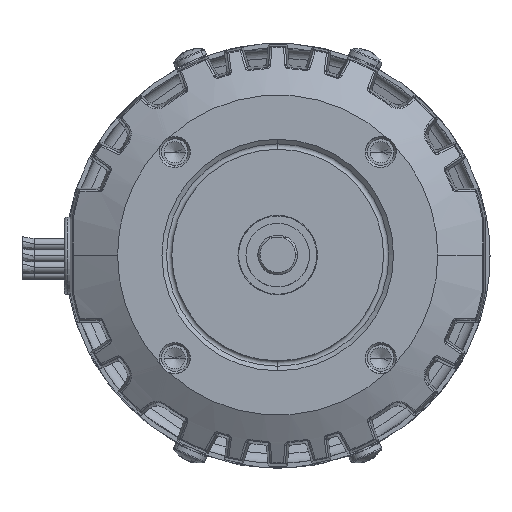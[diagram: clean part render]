
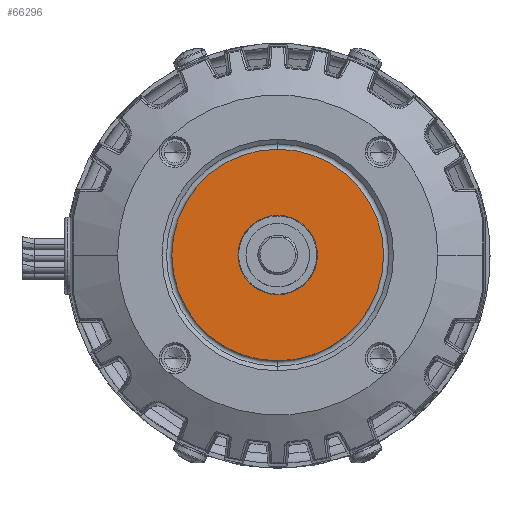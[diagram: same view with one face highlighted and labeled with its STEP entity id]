
A CAD part, top view. The second image highlights one B-rep face of the part: STEP entity #66296.
In plain terms, the highlighted planar face has unit normal (0, 0, 1).
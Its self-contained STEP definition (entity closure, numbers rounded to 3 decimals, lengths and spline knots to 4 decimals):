
#20044 = VERTEX_POINT ( 'NONE', #39366 ) ;
#20192 = VERTEX_POINT ( 'NONE', #39570 ) ;
#20200 = VERTEX_POINT ( 'NONE', #39425 ) ;
#20211 = VERTEX_POINT ( 'NONE', #39432 ) ;
#22271 = FACE_OUTER_BOUND ( 'NONE', #26582, .T. ) ;
#22277 = FACE_BOUND ( 'NONE', #26567, .T. ) ;
#23727 = EDGE_CURVE ( 'NONE', #20200, #20044, #71912, .T. ) ;
#23785 = EDGE_CURVE ( 'NONE', #20211, #20192, #71946, .T. ) ;
#23799 = EDGE_CURVE ( 'NONE', #20044, #20200, #71972, .T. ) ;
#24546 = EDGE_CURVE ( 'NONE', #20192, #20211, #52453, .T. ) ;
#26567 = EDGE_LOOP ( 'NONE', ( #66923, #66928 ) ) ;
#26582 = EDGE_LOOP ( 'NONE', ( #66919, #66924 ) ) ;
#27834 = AXIS2_PLACEMENT_3D ( 'NONE', #49594, #49593, #49592 ) ;
#27864 = AXIS2_PLACEMENT_3D ( 'NONE', #50236, #50234, #50235 ) ;
#27868 = AXIS2_PLACEMENT_3D ( 'NONE', #50116, #50117, #50118 ) ;
#28076 = AXIS2_PLACEMENT_3D ( 'NONE', #55050, #54662, #55320 ) ;
#39366 = CARTESIAN_POINT ( 'NONE',  ( 0., -0.9992, 1.433 ) ) ;
#39425 = CARTESIAN_POINT ( 'NONE',  ( 0., 0.9992, 1.433 ) ) ;
#39432 = CARTESIAN_POINT ( 'NONE',  ( 0., 0.375, 1.433 ) ) ;
#39570 = CARTESIAN_POINT ( 'NONE',  ( 0., -0.375, 1.433 ) ) ;
#41966 = CARTESIAN_POINT ( 'NONE',  ( 0., 0., 1.433 ) ) ;
#41985 = PLANE ( 'NONE',  #50697 ) ;
#41987 = DIRECTION ( 'NONE',  ( 0., 0., 1. ) ) ;
#41988 = DIRECTION ( 'NONE',  ( 1., 0., 0. ) ) ;
#49592 = DIRECTION ( 'NONE',  ( 0., 1., 0. ) ) ;
#49593 = DIRECTION ( 'NONE',  ( 0., 0., -1. ) ) ;
#49594 = CARTESIAN_POINT ( 'NONE',  ( 0., 0., 1.433 ) ) ;
#50116 = CARTESIAN_POINT ( 'NONE',  ( 0., 0., 1.433 ) ) ;
#50117 = DIRECTION ( 'NONE',  ( 0., 0., -1. ) ) ;
#50118 = DIRECTION ( 'NONE',  ( 0., 1., 0. ) ) ;
#50234 = DIRECTION ( 'NONE',  ( 0., 0., -1. ) ) ;
#50235 = DIRECTION ( 'NONE',  ( 0., 1., 0. ) ) ;
#50236 = CARTESIAN_POINT ( 'NONE',  ( 0., 0., 1.433 ) ) ;
#50697 = AXIS2_PLACEMENT_3D ( 'NONE', #41966, #41987, #41988 ) ;
#52453 = CIRCLE ( 'NONE', #28076, 0.375 ) ;
#54662 = DIRECTION ( 'NONE',  ( 0., 0., -1. ) ) ;
#55050 = CARTESIAN_POINT ( 'NONE',  ( 0., 0., 1.433 ) ) ;
#55320 = DIRECTION ( 'NONE',  ( 0., 1., 0. ) ) ;
#66296 = ADVANCED_FACE ( 'NONE', ( #22271, #22277 ), #41985, .T. ) ;
#66919 = ORIENTED_EDGE ( 'NONE', *, *, #23727, .F. ) ;
#66923 = ORIENTED_EDGE ( 'NONE', *, *, #23785, .T. ) ;
#66924 = ORIENTED_EDGE ( 'NONE', *, *, #23799, .F. ) ;
#66928 = ORIENTED_EDGE ( 'NONE', *, *, #24546, .T. ) ;
#71912 = CIRCLE ( 'NONE', #27834, 0.9992 ) ;
#71946 = CIRCLE ( 'NONE', #27864, 0.375 ) ;
#71972 = CIRCLE ( 'NONE', #27868, 0.9992 ) ;
